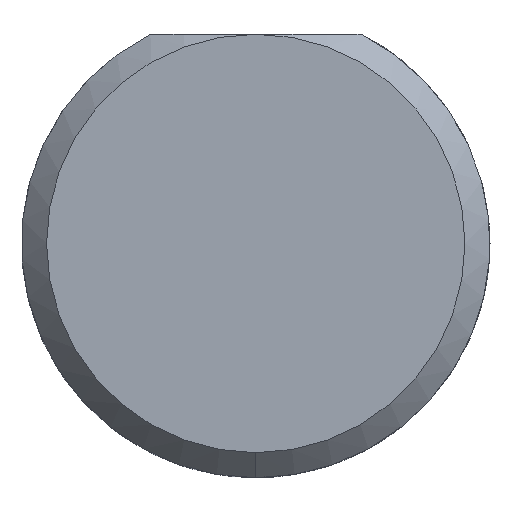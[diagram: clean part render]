
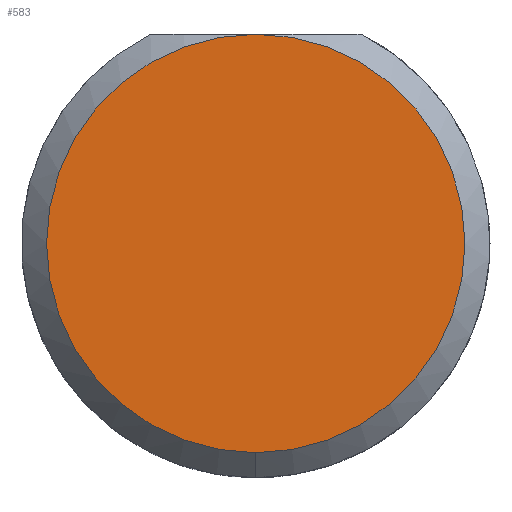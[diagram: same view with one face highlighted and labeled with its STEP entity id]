
A CAD part, left-side view. The second image highlights one B-rep face of the part: STEP entity #583.
In plain terms, the highlighted planar face has unit normal (-1, 0, 0).
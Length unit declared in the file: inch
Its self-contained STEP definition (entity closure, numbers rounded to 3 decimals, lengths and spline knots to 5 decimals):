
#65 = AXIS2_PLACEMENT_3D ( 'NONE', #457, #586, #400 ) ;
#77 = AXIS2_PLACEMENT_3D ( 'NONE', #493, #363, #189 ) ;
#91 = AXIS2_PLACEMENT_3D ( 'NONE', #697, #323, #147 ) ;
#147 = DIRECTION ( 'NONE',  ( 0., 0., -1. ) ) ;
#161 = ORIENTED_EDGE ( 'NONE', *, *, #470, .T. ) ;
#167 = ORIENTED_EDGE ( 'NONE', *, *, #329, .T. ) ;
#170 = CIRCLE ( 'NONE', #77, 0.0836 ) ;
#189 = DIRECTION ( 'NONE',  ( 0., 0., -1. ) ) ;
#226 = VERTEX_POINT ( 'NONE', #699 ) ;
#233 = EDGE_LOOP ( 'NONE', ( #161, #167 ) ) ;
#280 = VERTEX_POINT ( 'NONE', #286 ) ;
#286 = CARTESIAN_POINT ( 'NONE',  ( 0., 0., 0.0836 ) ) ;
#323 = DIRECTION ( 'NONE',  ( 1., 0., 0. ) ) ;
#329 = EDGE_CURVE ( 'NONE', #226, #280, #441, .T. ) ;
#335 = FACE_OUTER_BOUND ( 'NONE', #233, .T. ) ;
#363 = DIRECTION ( 'NONE',  ( -1., 0., 0. ) ) ;
#400 = DIRECTION ( 'NONE',  ( 0., 0., -1. ) ) ;
#441 = CIRCLE ( 'NONE', #65, 0.0836 ) ;
#457 = CARTESIAN_POINT ( 'NONE',  ( 0., 0., 0. ) ) ;
#470 = EDGE_CURVE ( 'NONE', #280, #226, #170, .T. ) ;
#493 = CARTESIAN_POINT ( 'NONE',  ( 0., 0., 0. ) ) ;
#583 = ADVANCED_FACE ( 'NONE', ( #335 ), #688, .F. ) ;
#586 = DIRECTION ( 'NONE',  ( -1., 0., 0. ) ) ;
#688 = PLANE ( 'NONE',  #91 ) ;
#697 = CARTESIAN_POINT ( 'NONE',  ( 0., 0., 0. ) ) ;
#699 = CARTESIAN_POINT ( 'NONE',  ( 0., 0., -0.0836 ) ) ;
